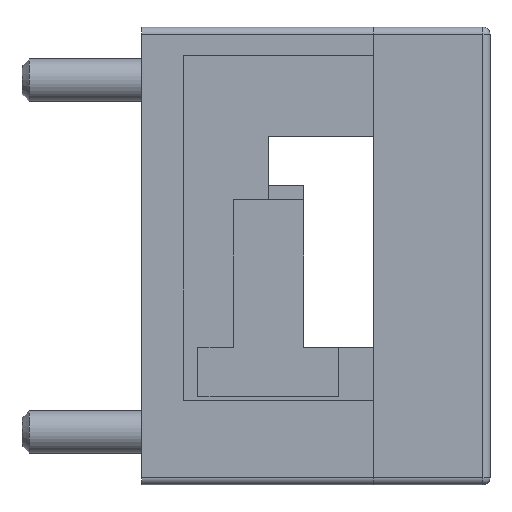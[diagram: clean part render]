
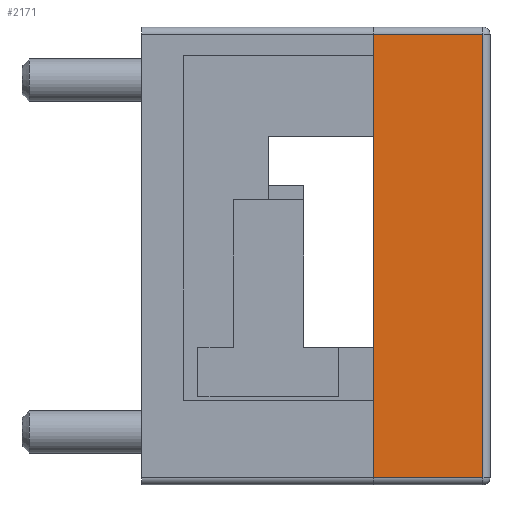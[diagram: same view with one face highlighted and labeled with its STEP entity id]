
A CAD part, left-side view. The second image highlights one B-rep face of the part: STEP entity #2171.
In plain terms, the highlighted face is planar.
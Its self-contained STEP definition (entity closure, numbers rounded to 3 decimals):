
#259=ORIENTED_EDGE('',*,*,#811,.T.);
#260=ORIENTED_EDGE('',*,*,#812,.T.);
#261=ORIENTED_EDGE('',*,*,#801,.T.);
#262=ORIENTED_EDGE('',*,*,#813,.T.);
#801=EDGE_CURVE('',#1087,#1088,#1286,.T.);
#811=EDGE_CURVE('',#1095,#1096,#1292,.T.);
#812=EDGE_CURVE('',#1096,#1087,#1293,.T.);
#813=EDGE_CURVE('',#1088,#1095,#1294,.T.);
#1087=VERTEX_POINT('',#3289);
#1088=VERTEX_POINT('',#3290);
#1095=VERTEX_POINT('',#3309);
#1096=VERTEX_POINT('',#3310);
#1286=LINE('',#3288,#1526);
#1292=LINE('',#3308,#1532);
#1293=LINE('',#3311,#1533);
#1294=LINE('',#3312,#1534);
#1526=VECTOR('',#2642,1000.);
#1532=VECTOR('',#2660,1000.);
#1533=VECTOR('',#2661,1000.);
#1534=VECTOR('',#2662,1000.);
#1756=EDGE_LOOP('',(#259,#260,#261,#262));
#1920=FACE_BOUND('',#1756,.T.);
#2069=PLANE('',#2371);
#2171=ADVANCED_FACE('',(#1920),#2069,.T.);
#2371=AXIS2_PLACEMENT_3D('',#3307,#2658,#2659);
#2642=DIRECTION('',(0.,-1.,0.));
#2658=DIRECTION('',(0.,0.,1.));
#2659=DIRECTION('',(1.,0.,0.));
#2660=DIRECTION('',(0.,1.,0.));
#2661=DIRECTION('',(-1.,0.,0.));
#2662=DIRECTION('',(1.,0.,0.));
#3288=CARTESIAN_POINT('',(0.,65.,10.));
#3289=CARTESIAN_POINT('',(0.,64.,10.));
#3290=CARTESIAN_POINT('',(0.,1.,10.));
#3307=CARTESIAN_POINT('',(0.,0.,10.));
#3308=CARTESIAN_POINT('',(15.5,65.,10.));
#3309=CARTESIAN_POINT('',(15.5,1.,10.));
#3310=CARTESIAN_POINT('',(15.5,64.,10.));
#3311=CARTESIAN_POINT('',(0.,64.,10.));
#3312=CARTESIAN_POINT('',(16.5,1.,10.));
